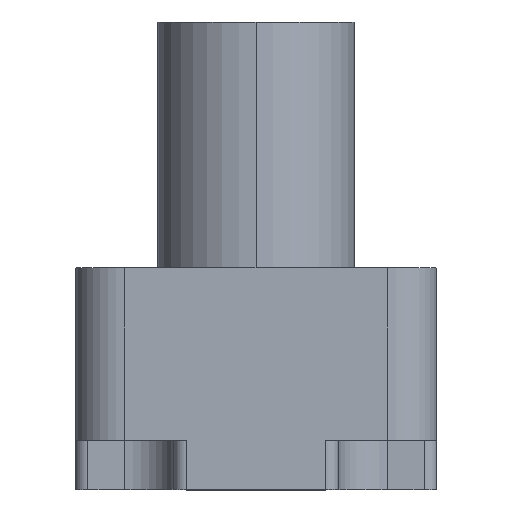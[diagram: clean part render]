
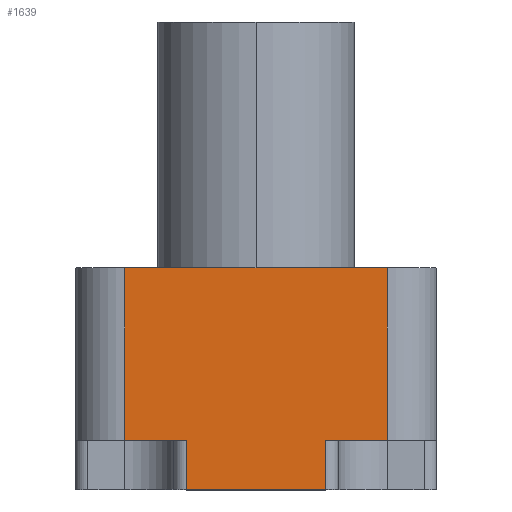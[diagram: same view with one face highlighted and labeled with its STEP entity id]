
A CAD part, top view. The second image highlights one B-rep face of the part: STEP entity #1639.
In plain terms, the highlighted planar face has unit normal (0, 0, 1).
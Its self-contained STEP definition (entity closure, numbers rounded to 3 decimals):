
#5 = CARTESIAN_POINT ( 'NONE',  ( 5.339, 39.757, 7.339 ) ) ;
#26 = EDGE_CURVE ( 'NONE', #383, #680, #1967, .T. ) ;
#32 = VERTEX_POINT ( 'NONE', #173 ) ;
#83 = CARTESIAN_POINT ( 'NONE',  ( 0., 2., 7.339 ) ) ;
#145 = ORIENTED_EDGE ( 'NONE', *, *, #26, .F. ) ;
#167 = LINE ( 'NONE', #1376, #1917 ) ;
#173 = CARTESIAN_POINT ( 'NONE',  ( 2.839, 0., 7.339 ) ) ;
#220 = CARTESIAN_POINT ( 'NONE',  ( -5.339, 2., 7.339 ) ) ;
#234 = VERTEX_POINT ( 'NONE', #1161 ) ;
#241 = DIRECTION ( 'NONE',  ( 0., 0., -1. ) ) ;
#248 = LINE ( 'NONE', #603, #460 ) ;
#298 = ORIENTED_EDGE ( 'NONE', *, *, #2261, .T. ) ;
#383 = VERTEX_POINT ( 'NONE', #644 ) ;
#407 = DIRECTION ( 'NONE',  ( 1., 0., 0. ) ) ;
#422 = LINE ( 'NONE', #1501, #1775 ) ;
#433 = DIRECTION ( 'NONE',  ( 0., -1., 0. ) ) ;
#460 = VECTOR ( 'NONE', #433, 1000. ) ;
#466 = VECTOR ( 'NONE', #1822, 1000. ) ;
#524 = LINE ( 'NONE', #1408, #969 ) ;
#577 = VERTEX_POINT ( 'NONE', #765 ) ;
#599 = EDGE_CURVE ( 'NONE', #577, #234, #1875, .T. ) ;
#603 = CARTESIAN_POINT ( 'NONE',  ( -5.339, 39.757, 7.339 ) ) ;
#605 = DIRECTION ( 'NONE',  ( -1., 0., 0. ) ) ;
#628 = ORIENTED_EDGE ( 'NONE', *, *, #1765, .T. ) ;
#644 = CARTESIAN_POINT ( 'NONE',  ( 5.339, 9., 7.339 ) ) ;
#654 = EDGE_CURVE ( 'NONE', #1528, #577, #1692, .T. ) ;
#680 = VERTEX_POINT ( 'NONE', #2066 ) ;
#696 = CARTESIAN_POINT ( 'NONE',  ( 2.839, 2., 7.339 ) ) ;
#758 = VECTOR ( 'NONE', #2270, 1000. ) ;
#765 = CARTESIAN_POINT ( 'NONE',  ( -2.839, 2., 7.339 ) ) ;
#819 = EDGE_LOOP ( 'NONE', ( #1950, #1299, #1063, #298, #628, #145, #1953, #1728 ) ) ;
#969 = VECTOR ( 'NONE', #2274, 1000. ) ;
#1063 = ORIENTED_EDGE ( 'NONE', *, *, #2192, .T. ) ;
#1161 = CARTESIAN_POINT ( 'NONE',  ( -2.839, 0., 7.339 ) ) ;
#1299 = ORIENTED_EDGE ( 'NONE', *, *, #599, .T. ) ;
#1308 = DIRECTION ( 'NONE',  ( 0., -1., 0. ) ) ;
#1336 = LINE ( 'NONE', #1870, #758 ) ;
#1376 = CARTESIAN_POINT ( 'NONE',  ( 0., 9., 7.339 ) ) ;
#1392 = EDGE_CURVE ( 'NONE', #2094, #383, #167, .T. ) ;
#1408 = CARTESIAN_POINT ( 'NONE',  ( 0., 2., 7.339 ) ) ;
#1410 = DIRECTION ( 'NONE',  ( 1., 0., 0. ) ) ;
#1501 = CARTESIAN_POINT ( 'NONE',  ( 2.839, 2., 7.339 ) ) ;
#1528 = VERTEX_POINT ( 'NONE', #220 ) ;
#1639 = ADVANCED_FACE ( 'NONE', ( #2229 ), #2041, .F. ) ;
#1692 = LINE ( 'NONE', #83, #2014 ) ;
#1728 = ORIENTED_EDGE ( 'NONE', *, *, #2160, .T. ) ;
#1765 = EDGE_CURVE ( 'NONE', #2329, #680, #524, .T. ) ;
#1775 = VECTOR ( 'NONE', #2227, 1000. ) ;
#1822 = DIRECTION ( 'NONE',  ( 0., -1., 0. ) ) ;
#1870 = CARTESIAN_POINT ( 'NONE',  ( 0., 0., 7.339 ) ) ;
#1874 = CARTESIAN_POINT ( 'NONE',  ( 0., 39.757, 7.339 ) ) ;
#1875 = LINE ( 'NONE', #2022, #2164 ) ;
#1894 = AXIS2_PLACEMENT_3D ( 'NONE', #1874, #241, #605 ) ;
#1917 = VECTOR ( 'NONE', #1410, 1000. ) ;
#1950 = ORIENTED_EDGE ( 'NONE', *, *, #654, .T. ) ;
#1953 = ORIENTED_EDGE ( 'NONE', *, *, #1392, .F. ) ;
#1967 = LINE ( 'NONE', #5, #466 ) ;
#2014 = VECTOR ( 'NONE', #407, 1000. ) ;
#2022 = CARTESIAN_POINT ( 'NONE',  ( -2.839, 39.757, 7.339 ) ) ;
#2041 = PLANE ( 'NONE',  #1894 ) ;
#2066 = CARTESIAN_POINT ( 'NONE',  ( 5.339, 2., 7.339 ) ) ;
#2094 = VERTEX_POINT ( 'NONE', #2178 ) ;
#2160 = EDGE_CURVE ( 'NONE', #2094, #1528, #248, .T. ) ;
#2164 = VECTOR ( 'NONE', #1308, 1000. ) ;
#2178 = CARTESIAN_POINT ( 'NONE',  ( -5.339, 9., 7.339 ) ) ;
#2192 = EDGE_CURVE ( 'NONE', #234, #32, #1336, .T. ) ;
#2227 = DIRECTION ( 'NONE',  ( 0., 1., 0. ) ) ;
#2229 = FACE_OUTER_BOUND ( 'NONE', #819, .T. ) ;
#2261 = EDGE_CURVE ( 'NONE', #32, #2329, #422, .T. ) ;
#2270 = DIRECTION ( 'NONE',  ( 1., 0., 0. ) ) ;
#2274 = DIRECTION ( 'NONE',  ( 1., 0., 0. ) ) ;
#2329 = VERTEX_POINT ( 'NONE', #696 ) ;
